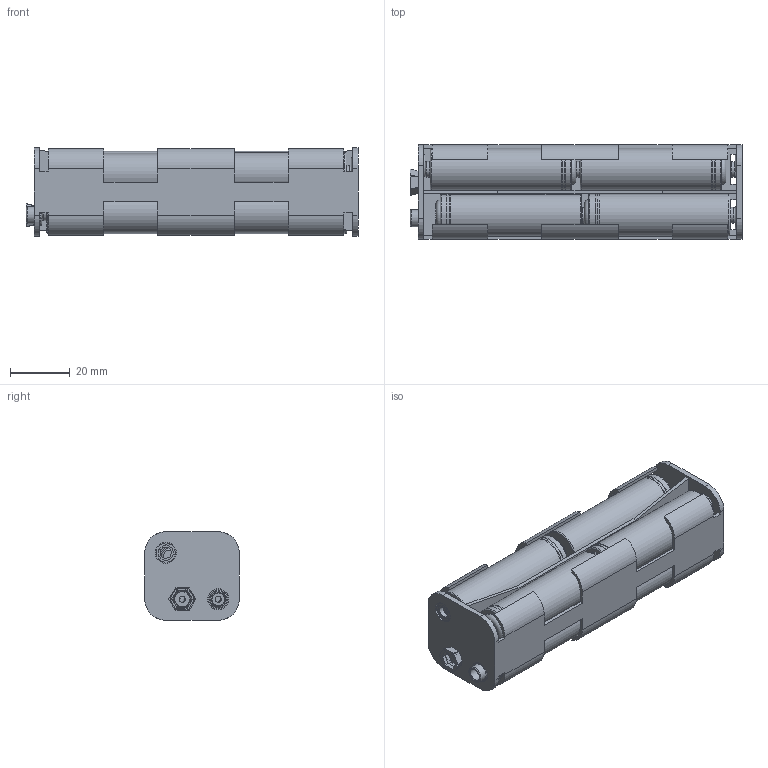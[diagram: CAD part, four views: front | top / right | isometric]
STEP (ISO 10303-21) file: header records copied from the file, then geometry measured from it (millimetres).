
FILE_DESCRIPTION(/* description */ (''),/* implementation_level */ '2;1');
FILE_NAME(/* name */ 'Battery Pack v4.step',/* time_stamp */ '2024-05-18T22:27:05+01:00',/* author */ (''),/* organization */ (''),/* preprocessor_version */ 'ST-DEVELOPER v20',/* originating_system */ 'Autodesk Translation Framework v13.14.0.145',/* authorisation */ '');
FILE_SCHEMA (('AUTOMOTIVE_DESIGN { 1 0 10303 214 3 1 1 }'));
Length unit declared in the file: millimetre
Products named in the file (3): Battery Pack; Battery Holder; AA Battery
Assembly tree (9 placements, depth 2):
  Battery Pack
    AA Battery  x8
    Battery Holder
Bounding box: 110.69 x 31.5 x 29.5 mm (x, y, z)
Volume: 78549 mm3; surface area: 43693.1 mm2
Topology: 14 solids, 14 shells, 582 faces, 1466 edges, 936 vertices
Faces by surface type: plane 314, cylinder 173, torus 79, bspline 8, cone 8
Full cylindrical faces by diameter (mm): 2 x2, 3.7 x3, 4.2 x1, 5 x10, 5.25 x8, 5.6 x1, 6.75 x4, 7 x5, 7.5 x3, 10.25 x8, 11 x8, 14 x16
Entity records: 15064 total; most frequent: CARTESIAN_POINT 3071, ORIENTED_EDGE 2512, DIRECTION 2465, EDGE_CURVE 1256, LINE 837, VECTOR 837, VERTEX_POINT 817, AXIS2_PLACEMENT_3D 814
